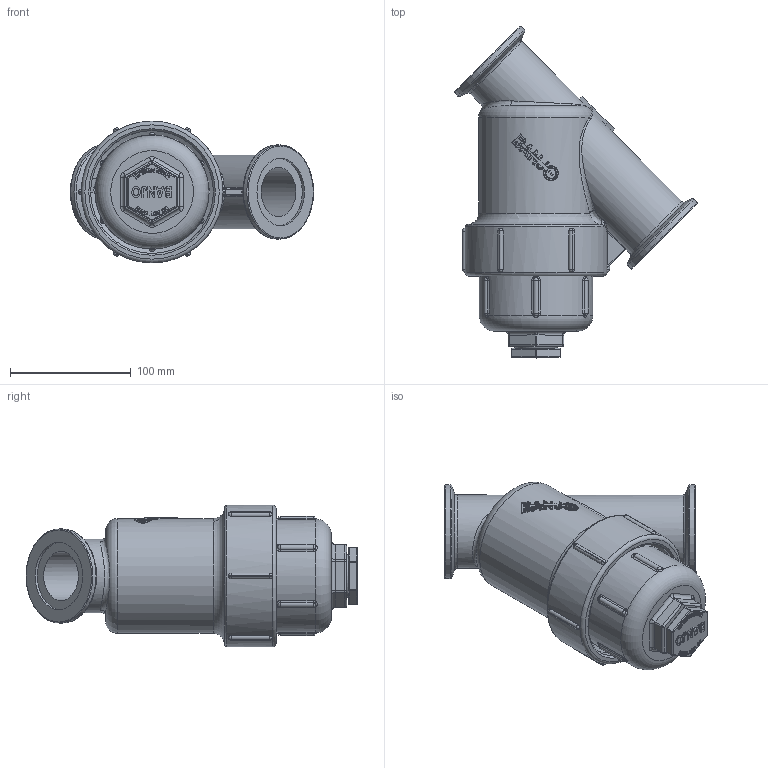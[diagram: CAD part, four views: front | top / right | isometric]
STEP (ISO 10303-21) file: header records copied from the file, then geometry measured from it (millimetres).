
FILE_DESCRIPTION(/* description */ ('2" LINE STRAINER BODY'),/* implementation_level */ '2;1');
FILE_NAME(/* name */ 'MLS200-30.stp',/* time_stamp */ '2014-02-07T15:31:35-05:00',/* author */ ('areid'),/* organization */ (''),/* preprocessor_version */ 'ST-DEVELOPER v15.2',/* originating_system */ 'Autodesk Inventor 2014',/* authorisation */ '');
FILE_SCHEMA (('AUTOMOTIVE_DESIGN { 1 0 10303 214 3 1 1 }'));
Length unit declared in the file: inch
Products named in the file (8): MLS200B; LS150XC; LSQ200-PL; LSQ200-R; LS150-C; LS150-G; LS230; MLS200-30
Bounding box: 201.59 x 275.28 x 117.47 mm (x, y, z)
Volume: 926674 mm3; surface area: 310031.7 mm2
Topology: 5 solids, 6 shells, 1330 faces, 3446 edges, 2213 vertices
Faces by surface type: plane 656, bspline 312, cylinder 251, sphere 58, torus 38, cone 15
Full cylindrical faces by diameter (mm): 19.05 x1, 33.401 x1, 40.64 x2, 55.626 x3, 60.452 x1, 60.96 x2, 66.04 x1, 67.716 x2, 76.2 x1, 77.978 x2, 79.375 x1, 82.728 x1, 85.852 x1, 86.233 x1, 91.567 x1, 94.038 x3, 101.854 x3, 117.475 x1
Entity records: 49060 total; most frequent: CARTESIAN_POINT 18678, ORIENTED_EDGE 6696, DIRECTION 5461, EDGE_CURVE 3348, VERTEX_POINT 2188, AXIS2_PLACEMENT_3D 1882, LINE 1697, VECTOR 1697
